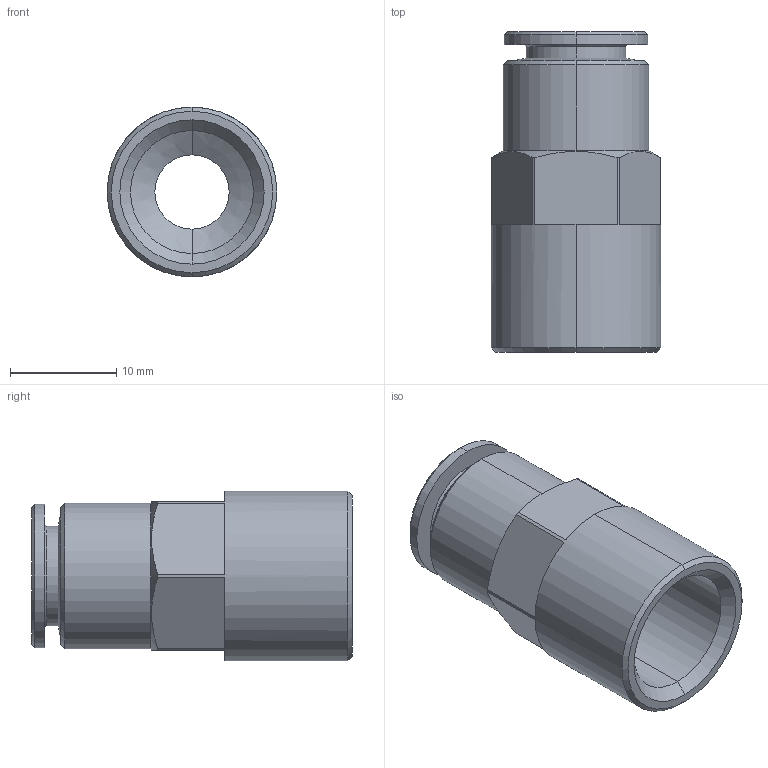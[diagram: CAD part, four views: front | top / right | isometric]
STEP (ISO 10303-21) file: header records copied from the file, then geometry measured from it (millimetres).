
FILE_DESCRIPTION (( 'STEP AP203' ), '1' );
FILE_NAME ('A0030042.STEP', '2009-01-16T12:41:05', ( 'UT1' ), ( 'sopra-pneumatic' ), 'SwSTEP 2.0', 'SolidWorks 2008', '' );
FILE_SCHEMA (( 'CONFIG_CONTROL_DESIGN' ));
Length unit declared in the file: millimetre
Products named in the file (1): A0030042
Bounding box: 16 x 30.2 x 16 mm (x, y, z)
Volume: 2930.5 mm3; surface area: 2655.6 mm2
Topology: 1 solids, 1 shells, 50 faces, 114 edges, 68 vertices
Faces by surface type: cone 20, plane 16, cylinder 14
Entity records: 1529 total; most frequent: CARTESIAN_POINT 297, DIRECTION 262, ORIENTED_EDGE 228, EDGE_CURVE 114, AXIS2_PLACEMENT_3D 105, VERTEX_POINT 68, EDGE_LOOP 54, CIRCLE 54
